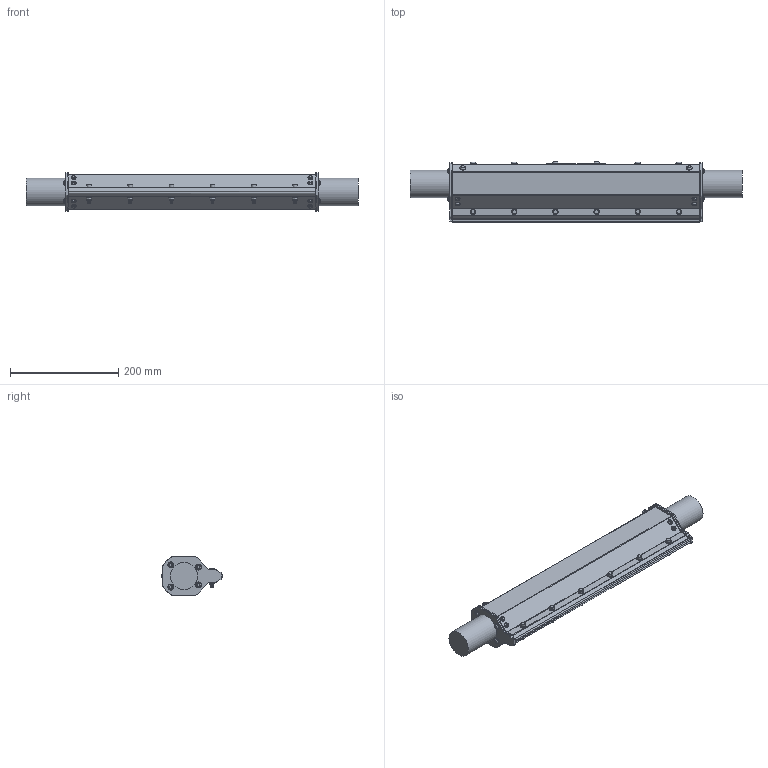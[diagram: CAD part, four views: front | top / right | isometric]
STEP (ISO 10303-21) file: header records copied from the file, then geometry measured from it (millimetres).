
FILE_DESCRIPTION(/* description */ (''),/* implementation_level */ '2;1');
FILE_NAME(/* name */ 'KA2130918 AIR KNIFE, .125 X 18 DUMMY.stp',/* time_stamp */ '2018-02-22T12:04:14-05:00',/* author */ ('James'),/* organization */ (''),/* preprocessor_version */ 'ST-DEVELOPER v16.5',/* originating_system */ 'Autodesk Inventor 2017',/* authorisation */ '');
FILE_SCHEMA (('AUTOMOTIVE_DESIGN { 1 0 10303 214 3 1 1 }'));
Length unit declared in the file: inch
Products named in the file (1): KA2130918 AIR KNIFE, .125 X 18 DUMMY
Bounding box: 614.38 x 112.09 x 71.12 mm (x, y, z)
Volume: 2506428 mm3; surface area: 180963.5 mm2
Topology: 1 solids, 1 shells, 513 faces, 1144 edges, 750 vertices
Faces by surface type: plane 219, cylinder 160, cone 90, sphere 26, bspline 12, torus 6
Full cylindrical faces by diameter (mm): 7.6 x8, 8.5 x6, 9 x8, 9.5 x12, 10 x12, 10.135 x6, 10.5 x6, 11 x18, 50.8 x2
Entity records: 30817 total; most frequent: CARTESIAN_POINT 19882, DIRECTION 2270, ORIENTED_EDGE 1996, EDGE_CURVE 998, AXIS2_PLACEMENT_3D 962, EDGE_LOOP 732, VERTEX_POINT 706, FACE_OUTER_BOUND 513
